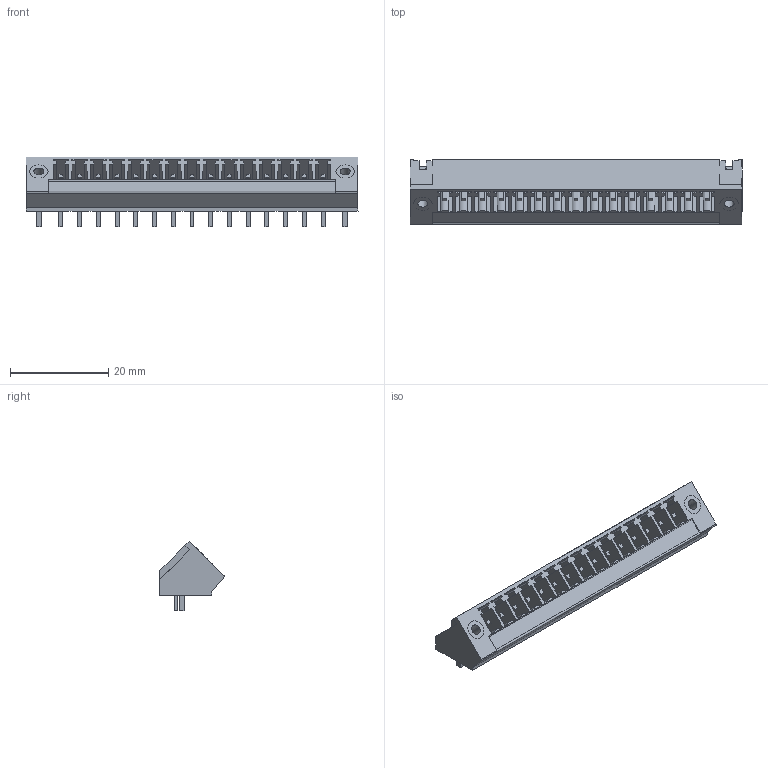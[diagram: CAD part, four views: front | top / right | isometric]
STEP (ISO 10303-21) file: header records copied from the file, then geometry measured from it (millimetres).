
FILE_DESCRIPTION(('CATIA V5 STEP Exchange','CAx-IF Rec.Pracs.--- Model Styling and Organization---1.2---2011-12-15'),'2;1');
FILE_NAME ('D1461009_0', '2018-04-20T10:25:28+00:00', ('none'), ('Weidmueller'), 'CATIA Version 5-6 Release 2014', 'CATIA V5 STEP AP214', 'none');
FILE_SCHEMA(('AUTOMOTIVE_DESIGN { 1 0 10303 214 1 1 1 1 }'));
Length unit declared in the file: millimetre
Products named in the file (1): 1978210000
Bounding box: 67.54 x 13.1 x 14.2 mm (x, y, z)
Volume: 3185.4 mm3; surface area: 7805.1 mm2
Topology: 20 solids, 20 shells, 739 faces, 2078 edges, 1394 vertices
Faces by surface type: plane 668, cylinder 71
Entity records: 22858 total; most frequent: ORIENTED_EDGE 4156, CARTESIAN_POINT 4045, DIRECTION 3052, EDGE_CURVE 2078, VECTOR 1936, LINE 1936, VERTEX_POINT 1394, EDGE_LOOP 796
